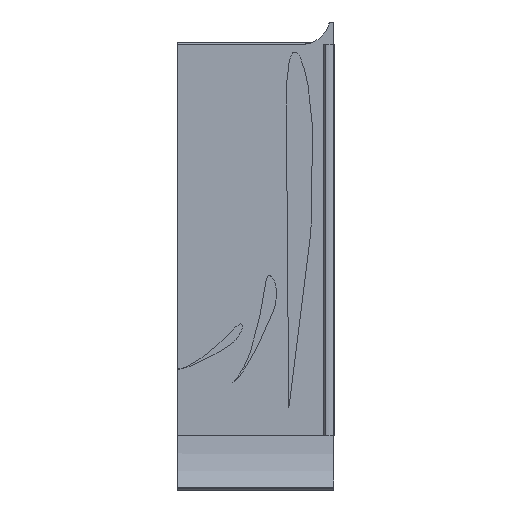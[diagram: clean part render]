
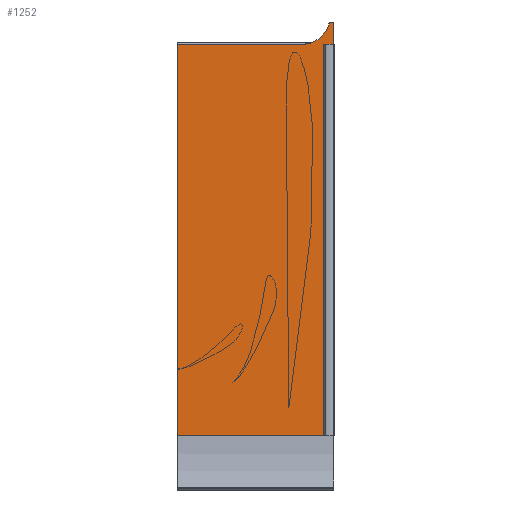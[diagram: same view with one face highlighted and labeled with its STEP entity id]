
A CAD part, left-side view. The second image highlights one B-rep face of the part: STEP entity #1252.
In plain terms, the highlighted planar face has unit normal (-1, 0, 0).
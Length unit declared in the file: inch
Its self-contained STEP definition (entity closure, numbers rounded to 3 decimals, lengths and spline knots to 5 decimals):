
#72 = LINE ( 'NONE', #3272, #1468 ) ;
#117 = CARTESIAN_POINT ( 'NONE',  ( -26.30971, 0.88324, 65.58588 ) ) ;
#163 = AXIS2_PLACEMENT_3D ( 'NONE', #3460, #2319, #1515 ) ;
#168 = CARTESIAN_POINT ( 'NONE',  ( -26.30971, 0.75, 64.45264 ) ) ;
#383 = ORIENTED_EDGE ( 'NONE', *, *, #3546, .T. ) ;
#409 = ORIENTED_EDGE ( 'NONE', *, *, #2220, .F. ) ;
#420 = CIRCLE ( 'NONE', #782, 1.40845 ) ;
#471 = CARTESIAN_POINT ( 'NONE',  ( -26.30971, 1.01184, 65.48749 ) ) ;
#647 = CARTESIAN_POINT ( 'NONE',  ( -26.30971, 8.75, 64.45264 ) ) ;
#734 = VERTEX_POINT ( 'NONE', #1609 ) ;
#760 = DIRECTION ( 'NONE',  ( -1., 0., 0. ) ) ;
#782 = AXIS2_PLACEMENT_3D ( 'NONE', #2907, #1502, #1428 ) ;
#851 = VERTEX_POINT ( 'NONE', #1127 ) ;
#1086 = ORIENTED_EDGE ( 'NONE', *, *, #2742, .T. ) ;
#1095 = DIRECTION ( 'NONE',  ( -1., 0., 0. ) ) ;
#1112 = VERTEX_POINT ( 'NONE', #3437 ) ;
#1127 = CARTESIAN_POINT ( 'NONE',  ( -26.30971, 0.88965, 64.45264 ) ) ;
#1165 = EDGE_CURVE ( 'NONE', #851, #1436, #2986, .T. ) ;
#1183 = LINE ( 'NONE', #2365, #1553 ) ;
#1192 = VERTEX_POINT ( 'NONE', #117 ) ;
#1252 = ADVANCED_FACE ( 'NONE', ( #2105 ), #1318, .T. ) ;
#1298 = CARTESIAN_POINT ( 'NONE',  ( -26.30971, 8.75, 64.45264 ) ) ;
#1301 = CIRCLE ( 'NONE', #163, 0.13324 ) ;
#1309 = CIRCLE ( 'NONE', #1492, 0.13324 ) ;
#1318 = PLANE ( 'NONE',  #3675 ) ;
#1331 = CARTESIAN_POINT ( 'NONE',  ( -26.30971, 0.88324, 65.45264 ) ) ;
#1428 = DIRECTION ( 'NONE',  ( 0., 0., -1. ) ) ;
#1436 = VERTEX_POINT ( 'NONE', #2559 ) ;
#1468 = VECTOR ( 'NONE', #1793, 39.37008 ) ;
#1481 = DIRECTION ( 'NONE',  ( 0., 0., -1. ) ) ;
#1492 = AXIS2_PLACEMENT_3D ( 'NONE', #1331, #1095, #2478 ) ;
#1502 = DIRECTION ( 'NONE',  ( 1., 0., 0. ) ) ;
#1515 = DIRECTION ( 'NONE',  ( 0., 0., 1. ) ) ;
#1553 = VECTOR ( 'NONE', #1481, 39.37008 ) ;
#1603 = EDGE_LOOP ( 'NONE', ( #3488, #2938, #383, #2252, #1629, #1086, #409, #1842, #3404 ) ) ;
#1609 = CARTESIAN_POINT ( 'NONE',  ( -26.30971, 0.75, 65.45264 ) ) ;
#1629 = ORIENTED_EDGE ( 'NONE', *, *, #1871, .T. ) ;
#1686 = VERTEX_POINT ( 'NONE', #2949 ) ;
#1793 = DIRECTION ( 'NONE',  ( 0., -1., 0. ) ) ;
#1819 = DIRECTION ( 'NONE',  ( 0., -1., 0. ) ) ;
#1830 = VERTEX_POINT ( 'NONE', #471 ) ;
#1842 = ORIENTED_EDGE ( 'NONE', *, *, #3466, .T. ) ;
#1871 = EDGE_CURVE ( 'NONE', #1192, #1830, #1309, .T. ) ;
#1911 = LINE ( 'NONE', #168, #2859 ) ;
#2055 = LINE ( 'NONE', #3444, #2929 ) ;
#2105 = FACE_OUTER_BOUND ( 'NONE', #1603, .T. ) ;
#2131 = EDGE_CURVE ( 'NONE', #3592, #2348, #2055, .T. ) ;
#2220 = EDGE_CURVE ( 'NONE', #1112, #1686, #72, .T. ) ;
#2252 = ORIENTED_EDGE ( 'NONE', *, *, #3626, .T. ) ;
#2319 = DIRECTION ( 'NONE',  ( -1., 0., 0. ) ) ;
#2348 = VERTEX_POINT ( 'NONE', #2351 ) ;
#2351 = CARTESIAN_POINT ( 'NONE',  ( -26.30971, 0.88965, 44.45264 ) ) ;
#2365 = CARTESIAN_POINT ( 'NONE',  ( -26.30971, 0.88965, 44.44264 ) ) ;
#2459 = DIRECTION ( 'NONE',  ( 0., 0., 1. ) ) ;
#2477 = CARTESIAN_POINT ( 'NONE',  ( -26.30971, 8.75, 44.45264 ) ) ;
#2478 = DIRECTION ( 'NONE',  ( 0., 0., 1. ) ) ;
#2559 = CARTESIAN_POINT ( 'NONE',  ( -26.30971, 0.75, 64.45264 ) ) ;
#2703 = CARTESIAN_POINT ( 'NONE',  ( -26.30971, 8.75, 64.45264 ) ) ;
#2718 = EDGE_CURVE ( 'NONE', #851, #2348, #1183, .T. ) ;
#2742 = EDGE_CURVE ( 'NONE', #1830, #1686, #420, .T. ) ;
#2845 = DIRECTION ( 'NONE',  ( 0., -1., 0. ) ) ;
#2859 = VECTOR ( 'NONE', #2459, 39.37008 ) ;
#2907 = CARTESIAN_POINT ( 'NONE',  ( -26.30971, 2.37126, 65.85586 ) ) ;
#2929 = VECTOR ( 'NONE', #2845, 39.37008 ) ;
#2938 = ORIENTED_EDGE ( 'NONE', *, *, #1165, .T. ) ;
#2949 = CARTESIAN_POINT ( 'NONE',  ( -26.30971, 2.25, 64.45264 ) ) ;
#2965 = LINE ( 'NONE', #2703, #3098 ) ;
#2986 = LINE ( 'NONE', #647, #3191 ) ;
#3098 = VECTOR ( 'NONE', #3526, 39.37008 ) ;
#3191 = VECTOR ( 'NONE', #1819, 39.37008 ) ;
#3272 = CARTESIAN_POINT ( 'NONE',  ( -26.30971, 8.75, 64.45264 ) ) ;
#3289 = DIRECTION ( 'NONE',  ( 0., 0., 1. ) ) ;
#3404 = ORIENTED_EDGE ( 'NONE', *, *, #2131, .T. ) ;
#3437 = CARTESIAN_POINT ( 'NONE',  ( -26.30971, 8.75, 64.45264 ) ) ;
#3444 = CARTESIAN_POINT ( 'NONE',  ( -26.30971, 8.75, 44.45264 ) ) ;
#3460 = CARTESIAN_POINT ( 'NONE',  ( -26.30971, 0.88324, 65.45264 ) ) ;
#3466 = EDGE_CURVE ( 'NONE', #1112, #3592, #2965, .T. ) ;
#3488 = ORIENTED_EDGE ( 'NONE', *, *, #2718, .F. ) ;
#3526 = DIRECTION ( 'NONE',  ( 0., 0., -1. ) ) ;
#3546 = EDGE_CURVE ( 'NONE', #1436, #734, #1911, .T. ) ;
#3592 = VERTEX_POINT ( 'NONE', #2477 ) ;
#3626 = EDGE_CURVE ( 'NONE', #734, #1192, #1301, .T. ) ;
#3675 = AXIS2_PLACEMENT_3D ( 'NONE', #1298, #760, #3289 ) ;
